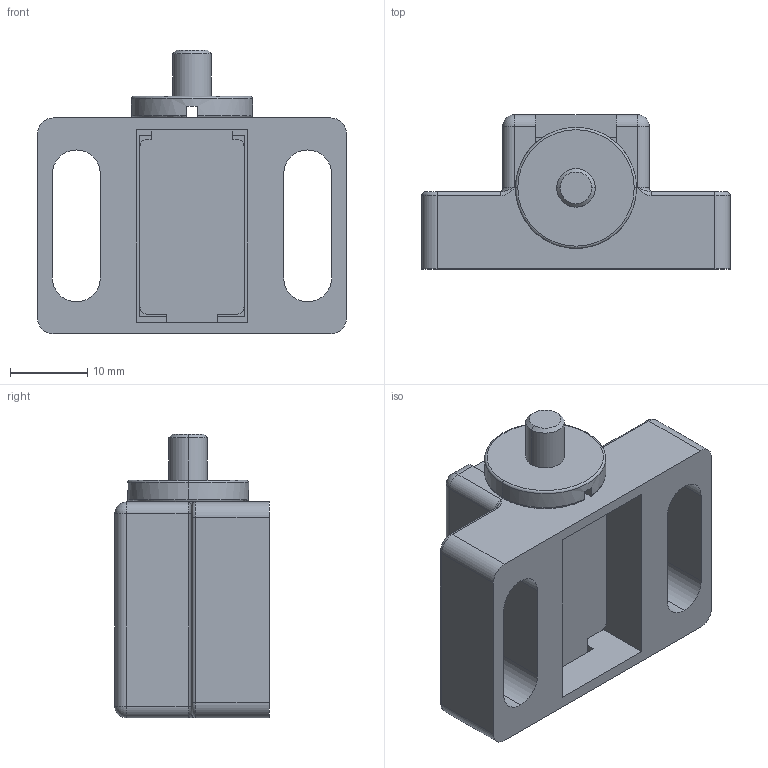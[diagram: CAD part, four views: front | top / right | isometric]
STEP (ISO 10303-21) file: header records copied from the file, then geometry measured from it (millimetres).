
FILE_DESCRIPTION (( 'STEP AP214' ), '1' );
FILE_NAME ('285610501.STEP', '2014-02-18T15:11:07', ( '' ), ( '' ), 'SwSTEP 2.0', 'SolidWorks 2014', '' );
FILE_SCHEMA (( 'AUTOMOTIVE_DESIGN' ));
Length unit declared in the file: millimetre
Products named in the file (1): 285610501
Bounding box: 40 x 20 x 36.8 mm (x, y, z)
Volume: 11810.8 mm3; surface area: 9371.7 mm2
Topology: 5 solids, 5 shells, 131 faces, 340 edges, 209 vertices
Faces by surface type: plane 68, cylinder 40, torus 13, bspline 4, sphere 4, cone 2
Entity records: 5817 total; most frequent: CARTESIAN_POINT 1104, DIRECTION 670, ORIENTED_EDGE 664, EDGE_CURVE 332, AXIS2_PLACEMENT_3D 226, VECTOR 218, LINE 218, VERTEX_POINT 209
